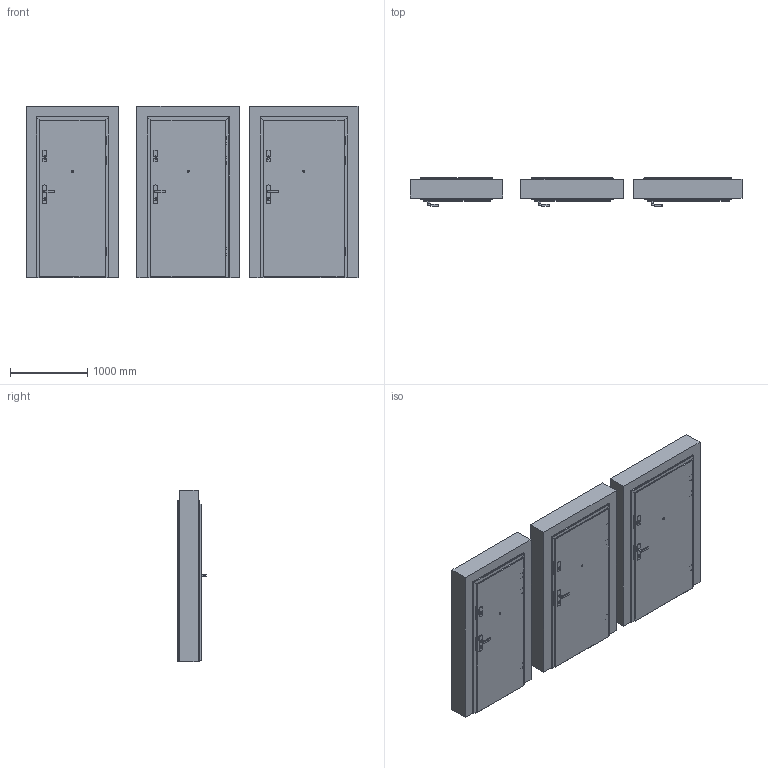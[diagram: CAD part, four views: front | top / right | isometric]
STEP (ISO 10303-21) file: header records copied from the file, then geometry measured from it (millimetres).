
FILE_DESCRIPTION(/* description */ (''),/* implementation_level */ '2;1');
FILE_NAME(/* name */ '050174_A_2-Drzwi antywłamaniowe EXTREME RC2 na ościeżnicy Projekt Premium..stp',/* time_stamp */ '2024-09-09T11:41:02+02:00',/* author */ (''),/* organization */ (''),/* preprocessor_version */ 'ST-DEVELOPER v16',/* originating_system */ 'SIEMENS PLM Software NX 11.0',/* authorisation */ '');
FILE_SCHEMA (('AUTOMOTIVE_DESIGN { 1 0 10303 214 3 1 1 1 }'));
Products named in the file (1): bkni3AAC82ECjc7a
Bounding box: 4306 x 364.45 x 2223.33 mm (x, y, z)
Volume: 975166075.4 mm3; surface area: 66423567.9 mm2
Topology: 252 solids, 252 shells, 6750 faces, 17955 edges, 11613 vertices
Faces by surface type: plane 4038, cylinder 1500, bspline 726, cone 198, extrusion 138, sphere 108, torus 42
Full cylindrical faces by diameter (mm): 5 x6, 5.5 x9, 6 x18, 7.8 x9, 8 x69, 8.5 x24, 9.3 x12, 10 x6, 10.5 x12, 12 x36, 13.5 x18, 15 x45, 16 x9, 18 x15, 20.5 x24, 22 x3, 26 x3, 30 x6
Entity records: 218198 total; most frequent: CARTESIAN_POINT 53962, ORIENTED_EDGE 34254, DIRECTION 31241, EDGE_CURVE 17127, VECTOR 11961, LINE 11823, VERTEX_POINT 11430, AXIS2_PLACEMENT_3D 9640
